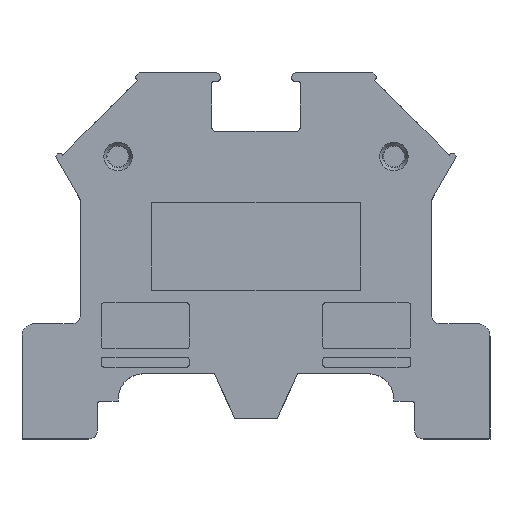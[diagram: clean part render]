
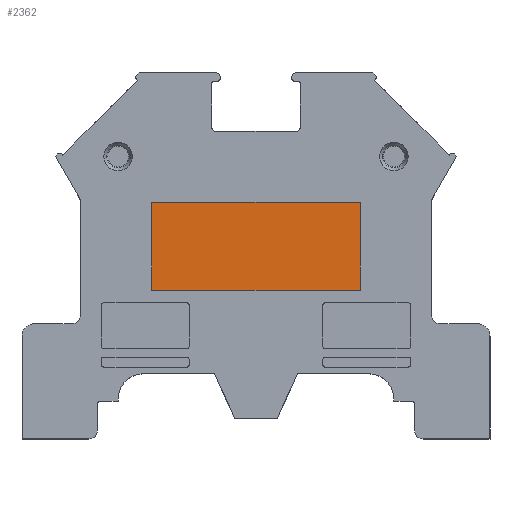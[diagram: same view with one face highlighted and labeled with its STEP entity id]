
A CAD part, top view. The second image highlights one B-rep face of the part: STEP entity #2362.
In plain terms, the highlighted planar face has unit normal (0, 0, 1).
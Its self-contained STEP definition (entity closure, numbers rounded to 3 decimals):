
#1106=LINE('',#13175,#1931);
#1107=LINE('',#13178,#1932);
#1108=LINE('',#13180,#1933);
#1109=LINE('',#13182,#1934);
#1931=VECTOR('',#10646,1.);
#1932=VECTOR('',#10647,1.);
#1933=VECTOR('',#10648,1.);
#1934=VECTOR('',#10649,1.);
#2362=ADVANCED_FACE('',(#3109),#2691,.F.);
#2691=PLANE('',#8538);
#3109=FACE_OUTER_BOUND('',#3580,.T.);
#3580=EDGE_LOOP('',(#5753,#5754,#5755,#5756));
#5753=ORIENTED_EDGE('',*,*,#7664,.T.);
#5754=ORIENTED_EDGE('',*,*,#7665,.T.);
#5755=ORIENTED_EDGE('',*,*,#7666,.T.);
#5756=ORIENTED_EDGE('',*,*,#7667,.T.);
#6556=VERTEX_POINT('',#13176);
#6557=VERTEX_POINT('',#13177);
#6558=VERTEX_POINT('',#13179);
#6559=VERTEX_POINT('',#13181);
#7664=EDGE_CURVE('',#6556,#6557,#1106,.T.);
#7665=EDGE_CURVE('',#6557,#6558,#1107,.T.);
#7666=EDGE_CURVE('',#6558,#6559,#1108,.T.);
#7667=EDGE_CURVE('',#6559,#6556,#1109,.T.);
#8538=AXIS2_PLACEMENT_3D('',#13183,#10650,#10651);
#10646=DIRECTION('',(1.,0.,0.));
#10647=DIRECTION('',(0.,1.,0.));
#10648=DIRECTION('',(-1.,0.,0.));
#10649=DIRECTION('',(0.,-1.,0.));
#10650=DIRECTION('',(0.,0.,-1.));
#10651=DIRECTION('',(1.,0.,0.));
#13175=CARTESIAN_POINT('',(0.,13.8,7.95));
#13176=CARTESIAN_POINT('',(-12.5,13.8,7.95));
#13177=CARTESIAN_POINT('',(12.5,13.8,7.95));
#13178=CARTESIAN_POINT('',(12.5,19.05,7.95));
#13179=CARTESIAN_POINT('',(12.5,24.3,7.95));
#13180=CARTESIAN_POINT('',(0.,24.3,7.95));
#13181=CARTESIAN_POINT('',(-12.5,24.3,7.95));
#13182=CARTESIAN_POINT('',(-12.5,19.05,7.95));
#13183=CARTESIAN_POINT('',(0.,19.05,7.95));
